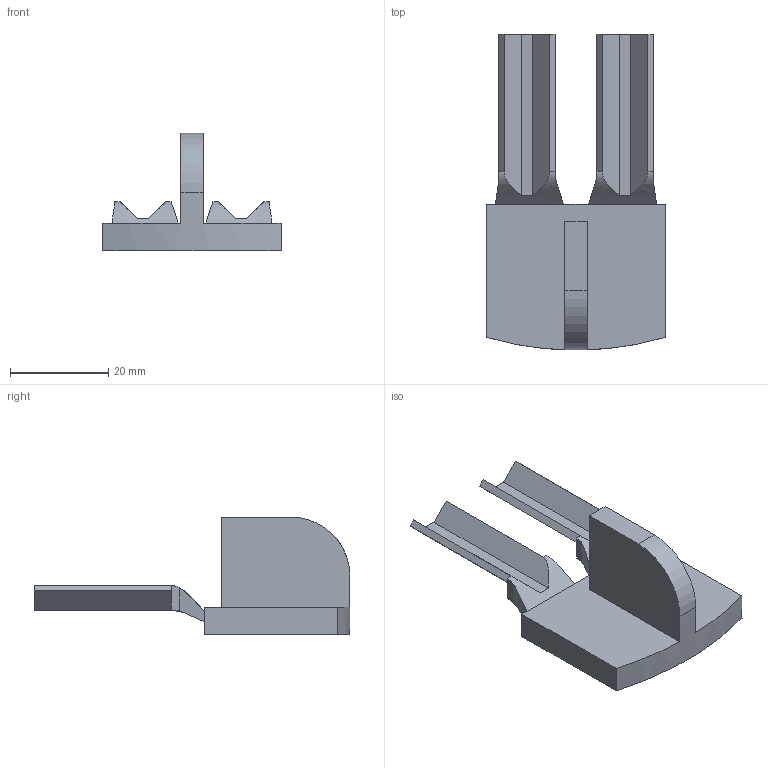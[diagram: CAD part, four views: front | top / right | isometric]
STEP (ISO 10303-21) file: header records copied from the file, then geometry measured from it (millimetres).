
FILE_DESCRIPTION(('STEP AP214'),'1');
FILE_NAME('cctmp_6014D2A6-F6D7-4CC6-B285-119E132DABF7_2023_07_24_21_58_15_0009..stp','2023-07-24T19:58:15',('SIEMENS A&D'),('CADClick - www.CADClick.com'),'Spatial InterOp 3D postprocessed',' ','unknown authorization');
FILE_SCHEMA(('AUTOMOTIVE_DESIGN'));
Length unit declared in the file: millimetre
Products named in the file (1): 2023_07_24_21_58_15_0009
Bounding box: 36.3 x 64.4 x 24 mm (x, y, z)
Volume: 9592.5 mm3; surface area: 6049.9 mm2
Topology: 1 solids, 1 shells, 49 faces, 121 edges, 76 vertices
Faces by surface type: plane 43, extrusion 2, bspline 2, cylinder 1, torus 1
Entity records: 2144 total; most frequent: CARTESIAN_POINT 869, ORIENTED_EDGE 242, DIRECTION 192, EDGE_CURVE 121, VECTOR 90, LINE 88, VERTEX_POINT 76, AXIS2_PLACEMENT_3D 51
